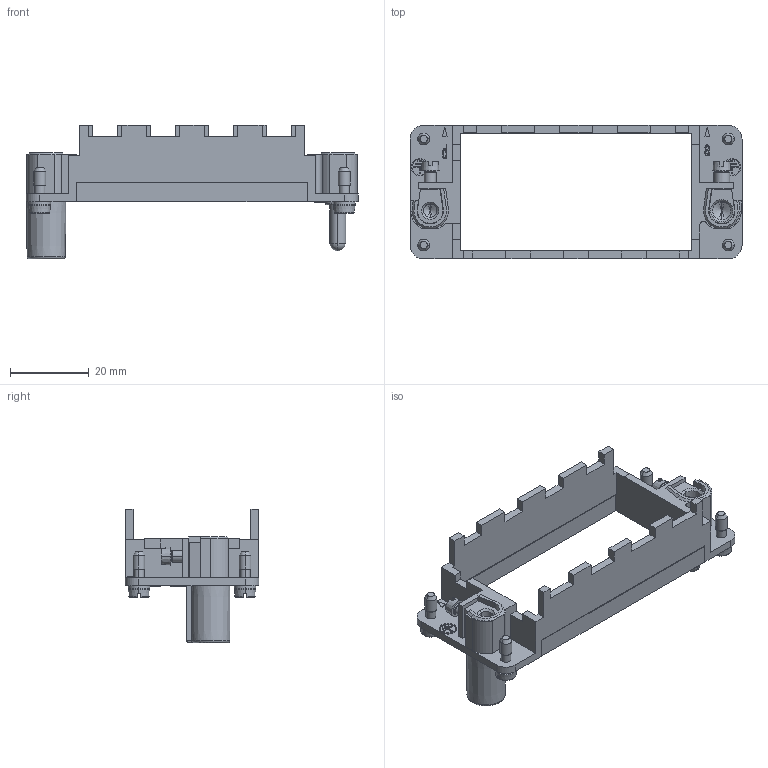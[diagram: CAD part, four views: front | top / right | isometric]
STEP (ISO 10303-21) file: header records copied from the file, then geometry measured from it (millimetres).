
FILE_DESCRIPTION(('Creo Elements/Direct Modeling STEP Export'),'2;1');
FILE_NAME('0ln7uvk48h5jppr2208','2017-01-02T11:15:14',(''),(''),'PTC Creo Elements/Direct Modeling STEP processor for AP214 (Solid Model)','PTC Creo Elements/Direct Modeling 19.0E 27-Jun-2016 (C) Parametric Technology GmbH','');
FILE_SCHEMA(('AUTOMOTIVE_DESIGN { 1 0 10303 214 1 1 1 1 }'));
Length unit declared in the file: millimetre
Products named in the file (2): RX_04_TF
Assembly tree (1 placements, depth 2):
  RX_04_TF
    RX_04_TF
Bounding box: 84.5 x 34 x 34 mm (x, y, z)
Volume: 10554.4 mm3; surface area: 12158.8 mm2
Topology: 1 solids, 1 shells, 650 faces, 1742 edges, 1147 vertices
Faces by surface type: plane 405, cylinder 105, cone 53, extrusion 52, torus 31, sphere 4
Entity records: 26956 total; most frequent: CARTESIAN_POINT 7093, ORIENTED_EDGE 3464, DIRECTION 2705, EDGE_CURVE 1732, VECTOR 1155, VERTEX_POINT 1147, LINE 1103, AXIS2_PLACEMENT_3D 775
